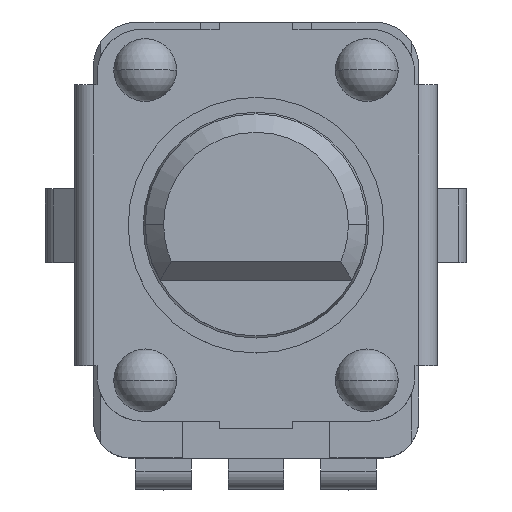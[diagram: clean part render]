
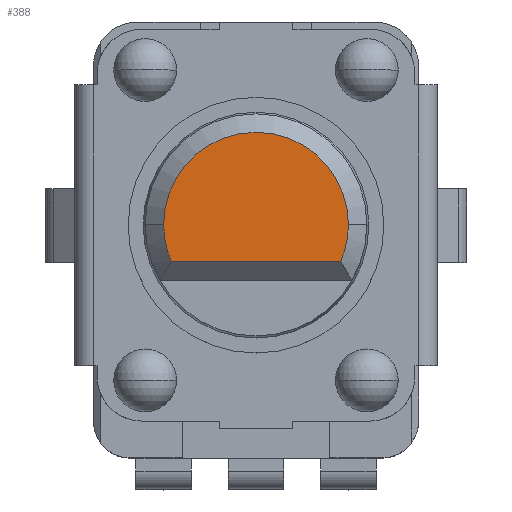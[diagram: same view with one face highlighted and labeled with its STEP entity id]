
A CAD part, top view. The second image highlights one B-rep face of the part: STEP entity #388.
In plain terms, the highlighted face is planar.
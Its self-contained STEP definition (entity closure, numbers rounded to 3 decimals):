
#388 = ADVANCED_FACE ( 'NONE', ( #3434 ), #6196, .F. ) ;
#1130 = CARTESIAN_POINT ( 'NONE',  ( 0., 0., -8.5 ) ) ;
#1131 = DIRECTION ( 'NONE',  ( 0., 0., -1. ) ) ;
#1132 = DIRECTION ( 'NONE',  ( -1., 0., 0. ) ) ;
#1211 = CARTESIAN_POINT ( 'NONE',  ( 0., 0., -8.5 ) ) ;
#1213 = DIRECTION ( 'NONE',  ( 0., 0., -1. ) ) ;
#1214 = DIRECTION ( 'NONE',  ( -1., 0., 0. ) ) ;
#1447 = CARTESIAN_POINT ( 'NONE',  ( -2.291, -1., -8.5 ) ) ;
#1524 = CARTESIAN_POINT ( 'NONE',  ( 2.5, 0., -8.5 ) ) ;
#1528 = CARTESIAN_POINT ( 'NONE',  ( -2.5, 0., -8.5 ) ) ;
#1857 = CIRCLE ( 'NONE', #2866, 2.5 ) ;
#1904 = CIRCLE ( 'NONE', #2878, 2.5 ) ;
#2782 = AXIS2_PLACEMENT_3D ( 'NONE', #8815, #8816, #8817 ) ;
#2866 = AXIS2_PLACEMENT_3D ( 'NONE', #1130, #1131, #1132 ) ;
#2878 = AXIS2_PLACEMENT_3D ( 'NONE', #1211, #1213, #1214 ) ;
#3434 = FACE_OUTER_BOUND ( 'NONE', #7365, .T. ) ;
#4489 = VECTOR ( 'NONE', #8814, 1000. ) ;
#4494 = LINE ( 'NONE', #8808, #4489 ) ;
#4499 = CIRCLE ( 'NONE', #2782, 2.5 ) ;
#4916 = ORIENTED_EDGE ( 'NONE', *, *, #10869, .T. ) ;
#4919 = ORIENTED_EDGE ( 'NONE', *, *, #9249, .T. ) ;
#4921 = ORIENTED_EDGE ( 'NONE', *, *, #9248, .T. ) ;
#4945 = ORIENTED_EDGE ( 'NONE', *, *, #10837, .T. ) ;
#5050 = VERTEX_POINT ( 'NONE', #8108 ) ;
#5944 = DIRECTION ( 'NONE',  ( 0., 0., 1. ) ) ;
#6167 = DIRECTION ( 'NONE',  ( -1., 0., 0. ) ) ;
#6186 = CARTESIAN_POINT ( 'NONE',  ( 0., 0., -8.5 ) ) ;
#6196 = PLANE ( 'NONE',  #6819 ) ;
#6819 = AXIS2_PLACEMENT_3D ( 'NONE', #6186, #5944, #6167 ) ;
#7365 = EDGE_LOOP ( 'NONE', ( #4921, #4919, #4945, #4916 ) ) ;
#8108 = CARTESIAN_POINT ( 'NONE',  ( 2.291, -1., -8.5 ) ) ;
#8808 = CARTESIAN_POINT ( 'NONE',  ( 0., -1., -8.5 ) ) ;
#8814 = DIRECTION ( 'NONE',  ( -1., 0., 0. ) ) ;
#8815 = CARTESIAN_POINT ( 'NONE',  ( 0., 0., -8.5 ) ) ;
#8816 = DIRECTION ( 'NONE',  ( 0., 0., -1. ) ) ;
#8817 = DIRECTION ( 'NONE',  ( -1., 0., 0. ) ) ;
#9248 = EDGE_CURVE ( 'NONE', #5050, #11103, #4494, .T. ) ;
#9249 = EDGE_CURVE ( 'NONE', #11103, #11184, #4499, .T. ) ;
#10837 = EDGE_CURVE ( 'NONE', #11184, #11180, #1857, .T. ) ;
#10869 = EDGE_CURVE ( 'NONE', #11180, #5050, #1904, .T. ) ;
#11103 = VERTEX_POINT ( 'NONE', #1447 ) ;
#11180 = VERTEX_POINT ( 'NONE', #1524 ) ;
#11184 = VERTEX_POINT ( 'NONE', #1528 ) ;
